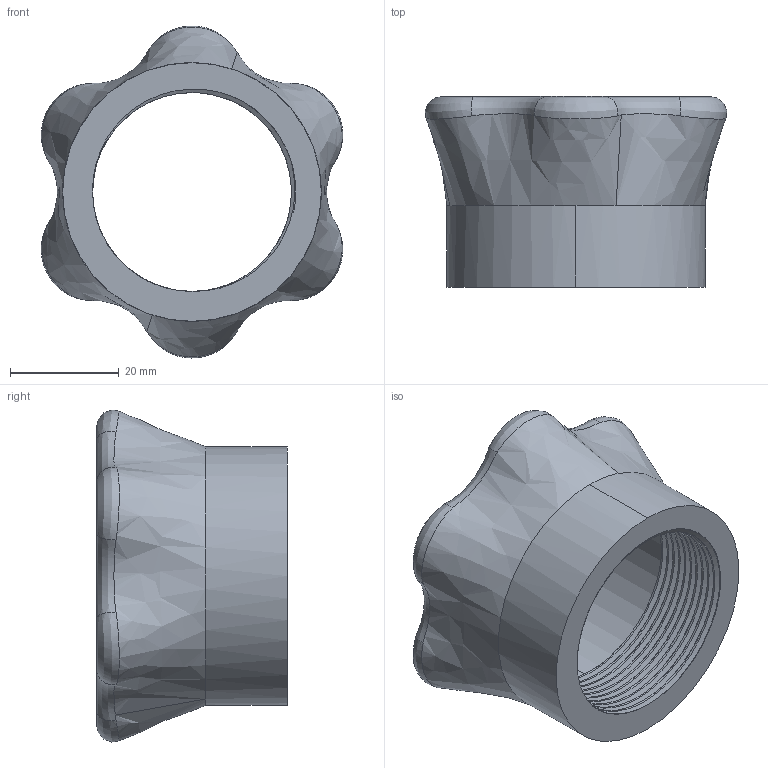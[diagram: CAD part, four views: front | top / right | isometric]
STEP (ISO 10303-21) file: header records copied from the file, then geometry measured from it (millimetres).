
FILE_DESCRIPTION (( 'STEP AP214' ), '1' );
FILE_NAME ('roll face clamp.step', '2024-01-14T05:53:29', ( '' ), ( '' ), 'SwSTEP 2.0', 'SolidWorks 2022', '' );
FILE_SCHEMA (( 'AUTOMOTIVE_DESIGN' ));
Length unit declared in the file: millimetre
Products named in the file (1): roll face clamp
Bounding box: 55.36 x 35 x 60.96 mm (x, y, z)
Volume: 29666 mm3; surface area: 12771.9 mm2
Topology: 1 solids, 1 shells, 47 faces, 140 edges, 96 vertices
Faces by surface type: cylinder 25, bspline 17, plane 3, torus 2
Entity records: 6500 total; most frequent: CARTESIAN_POINT 5460, ORIENTED_EDGE 280, EDGE_CURVE 140, DIRECTION 132, VERTEX_POINT 96, AXIS2_PLACEMENT_3D 54, EDGE_LOOP 50, B_SPLINE_CURVE_WITH_KNOTS 50
